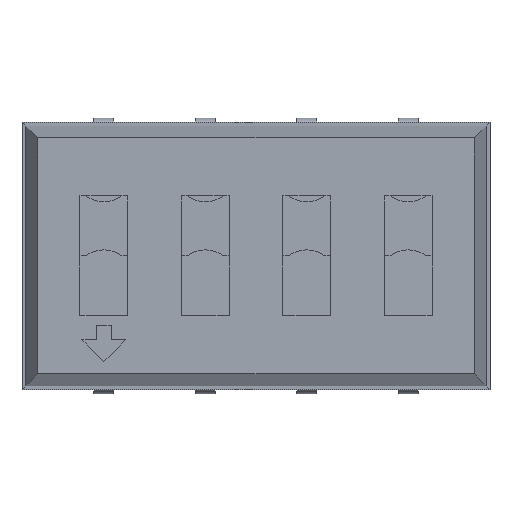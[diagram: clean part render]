
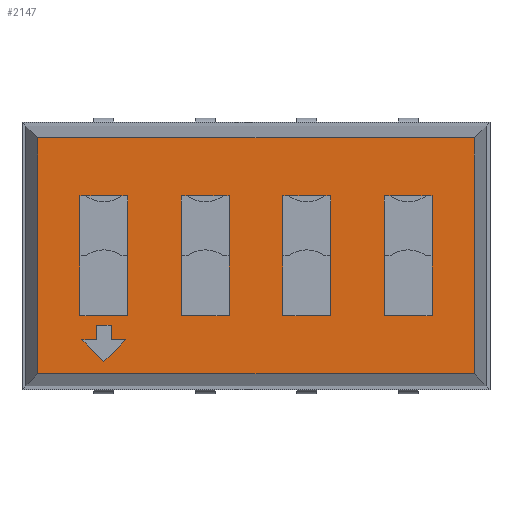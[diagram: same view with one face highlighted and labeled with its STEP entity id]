
A CAD part, top view. The second image highlights one B-rep face of the part: STEP entity #2147.
In plain terms, the highlighted planar face has unit normal (0, 0, 1).
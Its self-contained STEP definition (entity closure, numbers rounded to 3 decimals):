
#27=VECTOR('',#28,1.);
#28=DIRECTION('',(0.,1.,0.));
#51=VECTOR('',#52,1.);
#52=DIRECTION('',(-1.,0.,0.));
#60=VECTOR('',#61,1.);
#61=DIRECTION('',(1.,0.,0.));
#152=VECTOR('',#153,1.);
#153=DIRECTION('',(0.,-1.,0.));
#242=DIRECTION('',(0.,0.,-1.));
#2097=VERTEX_POINT('',#2098);
#2098=CARTESIAN_POINT('',(5.462,2.952,3.1));
#2100=ORIENTED_EDGE('',*,*,#2101,.F.);
#2101=EDGE_CURVE('',#2102,#2097,#2104,.T.);
#2102=VERTEX_POINT('',#2103);
#2103=CARTESIAN_POINT('',(5.462,-2.952,3.1));
#2104=LINE('',#2103,#27);
#2139=VERTEX_POINT('',#2140);
#2140=CARTESIAN_POINT('',(-5.462,2.952,3.1));
#2142=ORIENTED_EDGE('',*,*,#2143,.F.);
#2143=EDGE_CURVE('',#2097,#2139,#2144,.T.);
#2144=LINE('',#2098,#51);
#2147=ADVANCED_FACE('',(#2148,#2158,#2196,#2234,#2275,#2313),#2351,.F.);
#2148=FACE_BOUND('',#2149,.F.);
#2149=EDGE_LOOP('',(#2142,#2100,#2150,#2155));
#2150=ORIENTED_EDGE('',*,*,#2151,.F.);
#2151=EDGE_CURVE('',#2152,#2102,#2154,.T.);
#2152=VERTEX_POINT('',#2153);
#2153=CARTESIAN_POINT('',(-5.462,-2.952,3.1));
#2154=LINE('',#2153,#60);
#2155=ORIENTED_EDGE('',*,*,#2156,.F.);
#2156=EDGE_CURVE('',#2139,#2152,#2157,.T.);
#2157=LINE('',#2140,#152);
#2158=FACE_BOUND('',#2159,.F.);
#2159=EDGE_LOOP('',(#2160,#2167,#2172,#2176,#2181,#2185,#2189,#2194));
#2160=ORIENTED_EDGE('',*,*,#2161,.T.);
#2161=EDGE_CURVE('',#2162,#2164,#2166,.T.);
#2162=VERTEX_POINT('',#2163);
#2163=CARTESIAN_POINT('',(0.67,-1.5,3.1));
#2164=VERTEX_POINT('',#2165);
#2165=CARTESIAN_POINT('',(1.87,-1.5,3.1));
#2166=LINE('',#2163,#60);
#2167=ORIENTED_EDGE('',*,*,#2168,.T.);
#2168=EDGE_CURVE('',#2164,#2169,#2171,.T.);
#2169=VERTEX_POINT('',#2170);
#2170=CARTESIAN_POINT('',(1.87,0.,3.1));
#2171=LINE('',#2165,#27);
#2172=ORIENTED_EDGE('',*,*,#2173,.T.);
#2173=EDGE_CURVE('',#2169,#2174,#2171,.T.);
#2174=VERTEX_POINT('',#2175);
#2175=CARTESIAN_POINT('',(1.87,1.5,3.1));
#2176=ORIENTED_EDGE('',*,*,#2177,.T.);
#2177=EDGE_CURVE('',#2174,#2178,#2180,.T.);
#2178=VERTEX_POINT('',#2179);
#2179=CARTESIAN_POINT('',(1.72,1.5,3.1));
#2180=LINE('',#2175,#51);
#2181=ORIENTED_EDGE('',*,*,#2182,.T.);
#2182=EDGE_CURVE('',#2178,#2183,#2180,.T.);
#2183=VERTEX_POINT('',#2184);
#2184=CARTESIAN_POINT('',(0.82,1.5,3.1));
#2185=ORIENTED_EDGE('',*,*,#2186,.T.);
#2186=EDGE_CURVE('',#2183,#2187,#2180,.T.);
#2187=VERTEX_POINT('',#2188);
#2188=CARTESIAN_POINT('',(0.67,1.5,3.1));
#2189=ORIENTED_EDGE('',*,*,#2190,.T.);
#2190=EDGE_CURVE('',#2187,#2191,#2193,.T.);
#2191=VERTEX_POINT('',#2192);
#2192=CARTESIAN_POINT('',(0.67,0.,3.1));
#2193=LINE('',#2188,#152);
#2194=ORIENTED_EDGE('',*,*,#2195,.T.);
#2195=EDGE_CURVE('',#2191,#2162,#2193,.T.);
#2196=FACE_BOUND('',#2197,.F.);
#2197=EDGE_LOOP('',(#2198,#2205,#2209,#2214,#2218,#2222,#2227,#2231));
#2198=ORIENTED_EDGE('',*,*,#2199,.T.);
#2199=EDGE_CURVE('',#2200,#2202,#2204,.T.);
#2200=VERTEX_POINT('',#2201);
#2201=CARTESIAN_POINT('',(4.41,-1.5,3.1));
#2202=VERTEX_POINT('',#2203);
#2203=CARTESIAN_POINT('',(4.41,0.,3.1));
#2204=LINE('',#2201,#27);
#2205=ORIENTED_EDGE('',*,*,#2206,.T.);
#2206=EDGE_CURVE('',#2202,#2207,#2204,.T.);
#2207=VERTEX_POINT('',#2208);
#2208=CARTESIAN_POINT('',(4.41,1.5,3.1));
#2209=ORIENTED_EDGE('',*,*,#2210,.T.);
#2210=EDGE_CURVE('',#2207,#2211,#2213,.T.);
#2211=VERTEX_POINT('',#2212);
#2212=CARTESIAN_POINT('',(4.26,1.5,3.1));
#2213=LINE('',#2208,#51);
#2214=ORIENTED_EDGE('',*,*,#2215,.T.);
#2215=EDGE_CURVE('',#2211,#2216,#2213,.T.);
#2216=VERTEX_POINT('',#2217);
#2217=CARTESIAN_POINT('',(3.36,1.5,3.1));
#2218=ORIENTED_EDGE('',*,*,#2219,.T.);
#2219=EDGE_CURVE('',#2216,#2220,#2213,.T.);
#2220=VERTEX_POINT('',#2221);
#2221=CARTESIAN_POINT('',(3.21,1.5,3.1));
#2222=ORIENTED_EDGE('',*,*,#2223,.T.);
#2223=EDGE_CURVE('',#2220,#2224,#2226,.T.);
#2224=VERTEX_POINT('',#2225);
#2225=CARTESIAN_POINT('',(3.21,0.,3.1));
#2226=LINE('',#2221,#152);
#2227=ORIENTED_EDGE('',*,*,#2228,.T.);
#2228=EDGE_CURVE('',#2224,#2229,#2226,.T.);
#2229=VERTEX_POINT('',#2230);
#2230=CARTESIAN_POINT('',(3.21,-1.5,3.1));
#2231=ORIENTED_EDGE('',*,*,#2232,.T.);
#2232=EDGE_CURVE('',#2229,#2200,#2233,.T.);
#2233=LINE('',#2230,#60);
#2234=FACE_BOUND('',#2235,.F.);
#2235=EDGE_LOOP('',(#2236,#2243,#2248,#2255,#2262,#2267,#2272));
#2236=ORIENTED_EDGE('',*,*,#2237,.T.);
#2237=EDGE_CURVE('',#2238,#2240,#2242,.T.);
#2238=VERTEX_POINT('',#2239);
#2239=CARTESIAN_POINT('',(-3.993,-1.736,3.1));
#2240=VERTEX_POINT('',#2241);
#2241=CARTESIAN_POINT('',(-3.993,-2.102,3.1));
#2242=LINE('',#2239,#152);
#2243=ORIENTED_EDGE('',*,*,#2244,.T.);
#2244=EDGE_CURVE('',#2240,#2245,#2247,.T.);
#2245=VERTEX_POINT('',#2246);
#2246=CARTESIAN_POINT('',(-4.36,-2.102,3.1));
#2247=LINE('',#2241,#51);
#2248=ORIENTED_EDGE('',*,*,#2249,.T.);
#2249=EDGE_CURVE('',#2245,#2250,#2252,.T.);
#2250=VERTEX_POINT('',#2251);
#2251=CARTESIAN_POINT('',(-3.81,-2.652,3.1));
#2252=LINE('',#2246,#2253);
#2253=VECTOR('',#2254,1.);
#2254=DIRECTION('',(0.707,-0.707,0.));
#2255=ORIENTED_EDGE('',*,*,#2256,.T.);
#2256=EDGE_CURVE('',#2250,#2257,#2259,.T.);
#2257=VERTEX_POINT('',#2258);
#2258=CARTESIAN_POINT('',(-3.26,-2.102,3.1));
#2259=LINE('',#2251,#2260);
#2260=VECTOR('',#2261,1.);
#2261=DIRECTION('',(0.707,0.707,0.));
#2262=ORIENTED_EDGE('',*,*,#2263,.T.);
#2263=EDGE_CURVE('',#2257,#2264,#2266,.T.);
#2264=VERTEX_POINT('',#2265);
#2265=CARTESIAN_POINT('',(-3.627,-2.102,3.1));
#2266=LINE('',#2258,#51);
#2267=ORIENTED_EDGE('',*,*,#2268,.T.);
#2268=EDGE_CURVE('',#2264,#2269,#2271,.T.);
#2269=VERTEX_POINT('',#2270);
#2270=CARTESIAN_POINT('',(-3.627,-1.736,3.1));
#2271=LINE('',#2265,#27);
#2272=ORIENTED_EDGE('',*,*,#2273,.T.);
#2273=EDGE_CURVE('',#2269,#2238,#2274,.T.);
#2274=LINE('',#2270,#51);
#2275=FACE_BOUND('',#2276,.F.);
#2276=EDGE_LOOP('',(#2277,#2284,#2288,#2292,#2297,#2301,#2306,#2311));
#2277=ORIENTED_EDGE('',*,*,#2278,.T.);
#2278=EDGE_CURVE('',#2279,#2281,#2283,.T.);
#2279=VERTEX_POINT('',#2280);
#2280=CARTESIAN_POINT('',(-3.21,1.5,3.1));
#2281=VERTEX_POINT('',#2282);
#2282=CARTESIAN_POINT('',(-3.36,1.5,3.1));
#2283=LINE('',#2280,#51);
#2284=ORIENTED_EDGE('',*,*,#2285,.T.);
#2285=EDGE_CURVE('',#2281,#2286,#2283,.T.);
#2286=VERTEX_POINT('',#2287);
#2287=CARTESIAN_POINT('',(-4.26,1.5,3.1));
#2288=ORIENTED_EDGE('',*,*,#2289,.T.);
#2289=EDGE_CURVE('',#2286,#2290,#2283,.T.);
#2290=VERTEX_POINT('',#2291);
#2291=CARTESIAN_POINT('',(-4.41,1.5,3.1));
#2292=ORIENTED_EDGE('',*,*,#2293,.T.);
#2293=EDGE_CURVE('',#2290,#2294,#2296,.T.);
#2294=VERTEX_POINT('',#2295);
#2295=CARTESIAN_POINT('',(-4.41,0.,3.1));
#2296=LINE('',#2291,#152);
#2297=ORIENTED_EDGE('',*,*,#2298,.T.);
#2298=EDGE_CURVE('',#2294,#2299,#2296,.T.);
#2299=VERTEX_POINT('',#2300);
#2300=CARTESIAN_POINT('',(-4.41,-1.5,3.1));
#2301=ORIENTED_EDGE('',*,*,#2302,.T.);
#2302=EDGE_CURVE('',#2299,#2303,#2305,.T.);
#2303=VERTEX_POINT('',#2304);
#2304=CARTESIAN_POINT('',(-3.21,-1.5,3.1));
#2305=LINE('',#2300,#60);
#2306=ORIENTED_EDGE('',*,*,#2307,.T.);
#2307=EDGE_CURVE('',#2303,#2308,#2310,.T.);
#2308=VERTEX_POINT('',#2309);
#2309=CARTESIAN_POINT('',(-3.21,0.,3.1));
#2310=LINE('',#2304,#27);
#2311=ORIENTED_EDGE('',*,*,#2312,.T.);
#2312=EDGE_CURVE('',#2308,#2279,#2310,.T.);
#2313=FACE_BOUND('',#2314,.F.);
#2314=EDGE_LOOP('',(#2315,#2322,#2326,#2331,#2336,#2340,#2345,#2349));
#2315=ORIENTED_EDGE('',*,*,#2316,.T.);
#2316=EDGE_CURVE('',#2317,#2319,#2321,.T.);
#2317=VERTEX_POINT('',#2318);
#2318=CARTESIAN_POINT('',(-1.87,1.5,3.1));
#2319=VERTEX_POINT('',#2320);
#2320=CARTESIAN_POINT('',(-1.87,0.,3.1));
#2321=LINE('',#2318,#152);
#2322=ORIENTED_EDGE('',*,*,#2323,.T.);
#2323=EDGE_CURVE('',#2319,#2324,#2321,.T.);
#2324=VERTEX_POINT('',#2325);
#2325=CARTESIAN_POINT('',(-1.87,-1.5,3.1));
#2326=ORIENTED_EDGE('',*,*,#2327,.T.);
#2327=EDGE_CURVE('',#2324,#2328,#2330,.T.);
#2328=VERTEX_POINT('',#2329);
#2329=CARTESIAN_POINT('',(-0.67,-1.5,3.1));
#2330=LINE('',#2325,#60);
#2331=ORIENTED_EDGE('',*,*,#2332,.T.);
#2332=EDGE_CURVE('',#2328,#2333,#2335,.T.);
#2333=VERTEX_POINT('',#2334);
#2334=CARTESIAN_POINT('',(-0.67,0.,3.1));
#2335=LINE('',#2329,#27);
#2336=ORIENTED_EDGE('',*,*,#2337,.T.);
#2337=EDGE_CURVE('',#2333,#2338,#2335,.T.);
#2338=VERTEX_POINT('',#2339);
#2339=CARTESIAN_POINT('',(-0.67,1.5,3.1));
#2340=ORIENTED_EDGE('',*,*,#2341,.T.);
#2341=EDGE_CURVE('',#2338,#2342,#2344,.T.);
#2342=VERTEX_POINT('',#2343);
#2343=CARTESIAN_POINT('',(-0.82,1.5,3.1));
#2344=LINE('',#2339,#51);
#2345=ORIENTED_EDGE('',*,*,#2346,.T.);
#2346=EDGE_CURVE('',#2342,#2347,#2344,.T.);
#2347=VERTEX_POINT('',#2348);
#2348=CARTESIAN_POINT('',(-1.72,1.5,3.1));
#2349=ORIENTED_EDGE('',*,*,#2350,.T.);
#2350=EDGE_CURVE('',#2347,#2317,#2344,.T.);
#2351=PLANE('',#2352);
#2352=AXIS2_PLACEMENT_3D('',#2098,#242,#2353);
#2353=DIRECTION('',(-0.88,-0.475,0.));
